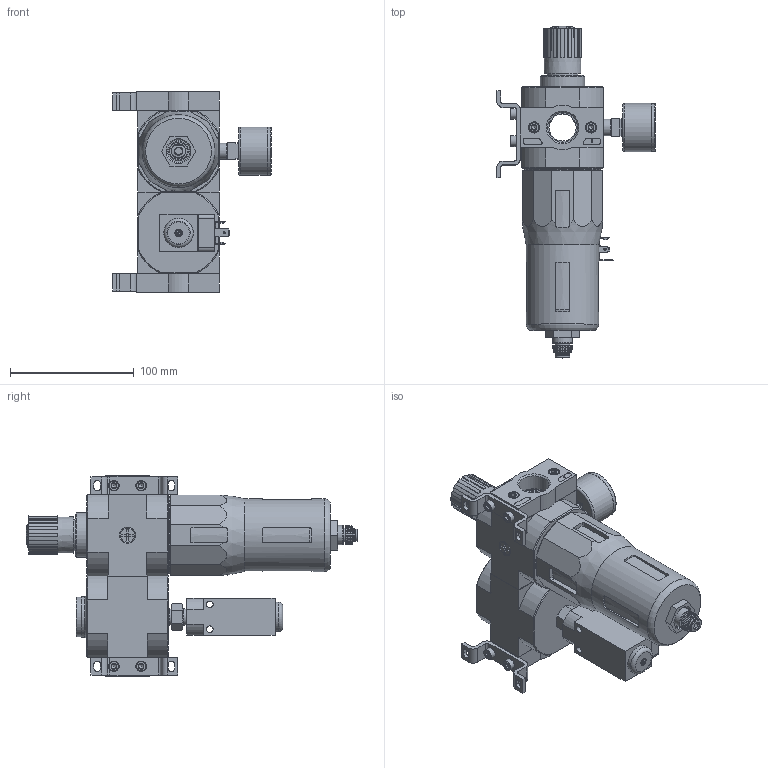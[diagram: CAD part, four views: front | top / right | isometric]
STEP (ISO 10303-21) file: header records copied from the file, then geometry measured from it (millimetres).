
FILE_DESCRIPTION(/* description */ ('STEP AP214'),/* implementation_level */ '2;1');
FILE_NAME(/* name */ '185766_LFR-3_4-D-MAXI-KE-A',/* time_stamp */ '2024-09-04T15:26:56+02:00',/* author */ ('License CC BY-ND 4.0'),/* organization */ ('CADENAS'),/* preprocessor_version */ 'ST-DEVELOPER v19.3',/* originating_system */ 'PARTsolutions',/* authorisation */ ' ');
FILE_SCHEMA (('AUTOMOTIVE_DESIGN {1 0 10303 214 3 1 1}'));
Length unit declared in the file: millimetre
Products named in the file (16): 185766 LFR-3/4-D-MAXI-KE-A; 380309 PBL-3/4-D-MAXI-L---(1) p1; DIN-912 - M5x20(F); 159593 HFOE-D-MIDI/MAXI-P1; DIN-912 - M5x10(F); 380311 PBL-3/4-D-MAXI-R---(0) p1; 124086 LFR-D-MAXI-A--(0); 8003639 PAGN-40-16-G14; 125696 LR/LFR-D-MAXI; 526489 MS4-LFR-V; 724701 FRM-...-D-MAXI; 151521 ESK-1/4-1/4; 175250 PEV-1/4-B-OD; DIN-908 G3/4A; 531775 OK-3/4; 234370 FRB-D-MAXI
Assembly tree (23 placements, depth 2):
  185766 LFR-3/4-D-MAXI-KE-A
    380309 PBL-3/4-D-MAXI-L---(1) p1
    DIN-912 - M5x20(F)  x4
    159593 HFOE-D-MIDI/MAXI-P1  x2
    DIN-912 - M5x10(F)  x4
    380311 PBL-3/4-D-MAXI-R---(0) p1
    124086 LFR-D-MAXI-A--(0)
    8003639 PAGN-40-16-G14
    125696 LR/LFR-D-MAXI
    526489 MS4-LFR-V
    724701 FRM-...-D-MAXI
    151521 ESK-1/4-1/4
    175250 PEV-1/4-B-OD
    DIN-908 G3/4A
    531775 OK-3/4
    234370 FRB-D-MAXI  x2
Bounding box: 127.95 x 268.22 x 162 mm (x, y, z)
Volume: 1065647.5 mm3; surface area: 165332.1 mm2
Topology: 23 solids, 24 shells, 1245 faces, 3002 edges, 1895 vertices
Faces by surface type: plane 692, cylinder 275, cone 222, torus 49, sphere 7
Full cylindrical faces by diameter (mm): 1.65 x4, 2 x1, 2.459 x1, 3.7 x2, 4.134 x10, 4.2 x1, 5 x11, 5.3 x6, 5.6 x1, 6 x5, 6.93 x1, 7 x2, 8.5 x8, 8.7 x1, 9.5 x1, 11 x2, 11.4 x1, 11.445 x4, 11.6 x1, 11.8 x1, 13.157 x2, 13.482 x2, 14.7 x1, 15.8 x1, 18 x1, 22 x1, 22.7 x1, 23.3 x1, 24.117 x3, 24.9 x1
Entity records: 34976 total; most frequent: CARTESIAN_POINT 5913, DIRECTION 4993, ORIENTED_EDGE 4622, EDGE_CURVE 2311, AXIS2_PLACEMENT_3D 1866, VERTEX_POINT 1626, FACE_BOUND 1403, EDGE_LOOP 1390
